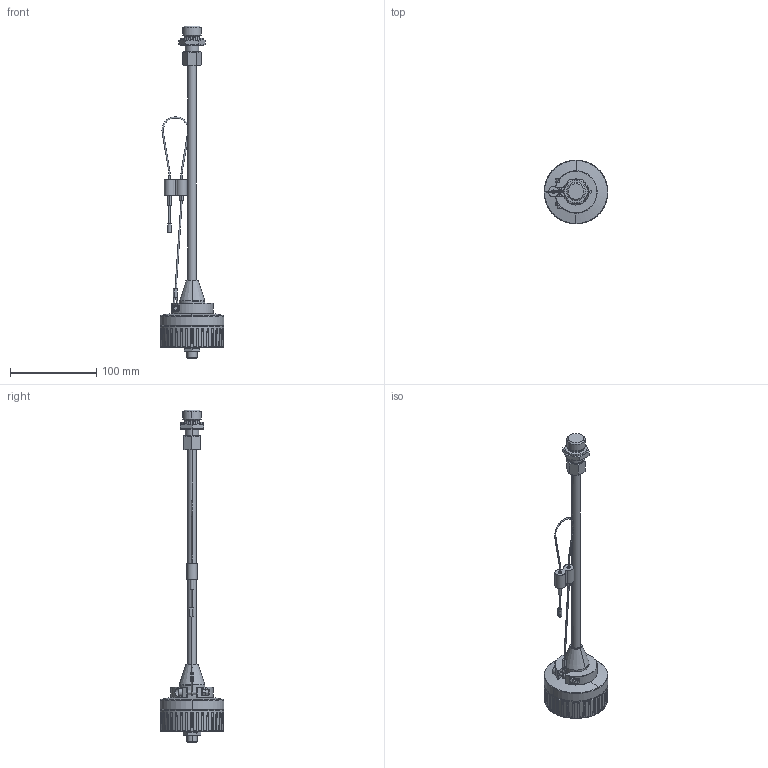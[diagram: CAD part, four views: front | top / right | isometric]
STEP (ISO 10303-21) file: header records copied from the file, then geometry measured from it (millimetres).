
FILE_DESCRIPTION((''),'2;1');
FILE_NAME('S_402','2022-07-28T11:49:10',('jj'),(''),'CREO PARAMETRIC BY PTC INC, 2018100','CREO PARAMETRIC BY PTC INC, 2018100','');
FILE_SCHEMA(('CONFIG_CONTROL_DESIGN','SHAPE_APPEARANCE_LAYERS_GROUPS'));
Length unit declared in the file: millimetre
Products named in the file (1): S_402
Bounding box: 74 x 74 x 384 mm (x, y, z)
Volume: 235125.9 mm3; surface area: 45056.6 mm2
Topology: 4 solids, 20 shells, 1301 faces, 3122 edges, 1855 vertices
Faces by surface type: cylinder 468, plane 291, bspline 216, torus 163, cone 89, sphere 72, extrusion 2
Entity records: 53647 total; most frequent: CARTESIAN_POINT 24922, ORIENTED_EDGE 6116, DIRECTION 5903, EDGE_CURVE 3088, AXIS2_PLACEMENT_3D 2514, VERTEX_POINT 1855, CIRCLE 1430, EDGE_LOOP 1379
